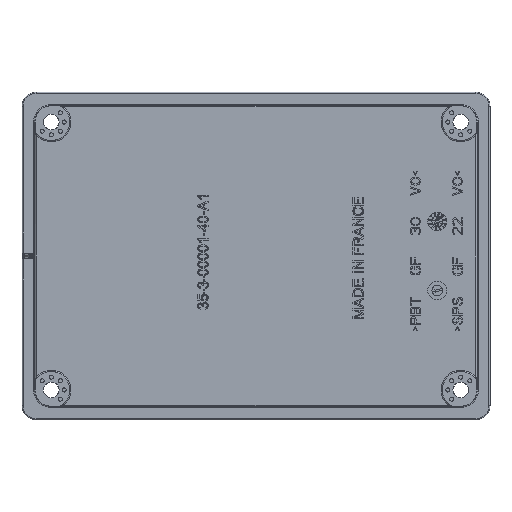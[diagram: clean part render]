
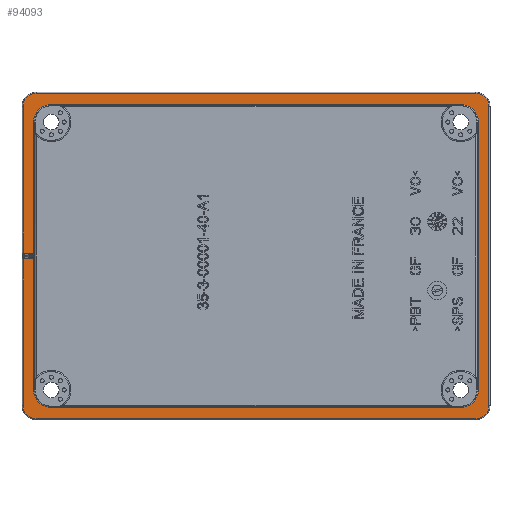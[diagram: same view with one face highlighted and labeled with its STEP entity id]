
A CAD part, front view. The second image highlights one B-rep face of the part: STEP entity #94093.
In plain terms, the highlighted planar face has unit normal (0, -1, 0).
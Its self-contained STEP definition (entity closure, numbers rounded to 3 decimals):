
#2351=CIRCLE('',#99616,5.5);
#2352=CIRCLE('',#99617,5.5);
#2353=CIRCLE('',#99618,5.5);
#2354=CIRCLE('',#99619,5.5);
#2355=CIRCLE('',#99620,7.498);
#2356=CIRCLE('',#99621,7.498);
#2357=CIRCLE('',#99622,7.498);
#2358=CIRCLE('',#99623,7.498);
#6357=FACE_OUTER_BOUND('',#11385,.T.);
#11385=EDGE_LOOP('',(#67664,#67665,#67666,#67667,#67668,#67669,#67670,#67671,
#67672,#67673,#67674,#67675,#67676,#67677,#67678,#67679,#67680,#67681,#67682,
#67683));
#18957=LINE('',#138982,#29423);
#18958=LINE('',#138986,#29424);
#18959=LINE('',#138990,#29425);
#18960=LINE('',#138994,#29426);
#18961=LINE('',#138998,#29427);
#18962=LINE('',#139000,#29428);
#18963=LINE('',#139002,#29429);
#18964=LINE('',#139006,#29430);
#18965=LINE('',#139010,#29431);
#18966=LINE('',#139014,#29432);
#18967=LINE('',#139018,#29433);
#18968=LINE('',#139019,#29434);
#29423=VECTOR('',#113370,62.771);
#29424=VECTOR('',#113373,188.);
#29425=VECTOR('',#113376,128.);
#29426=VECTOR('',#113379,188.);
#29427=VECTOR('',#113382,62.771);
#29428=VECTOR('',#113383,4.506);
#29429=VECTOR('',#113384,56.216);
#29430=VECTOR('',#113387,175.);
#29431=VECTOR('',#113390,114.5);
#29432=VECTOR('',#113393,175.);
#29433=VECTOR('',#113396,56.216);
#29434=VECTOR('',#113397,4.506);
#38881=VERTEX_POINT('',#138980);
#38882=VERTEX_POINT('',#138981);
#38883=VERTEX_POINT('',#138983);
#38884=VERTEX_POINT('',#138985);
#38885=VERTEX_POINT('',#138987);
#38886=VERTEX_POINT('',#138989);
#38887=VERTEX_POINT('',#138991);
#38888=VERTEX_POINT('',#138993);
#38889=VERTEX_POINT('',#138995);
#38890=VERTEX_POINT('',#138997);
#38891=VERTEX_POINT('',#138999);
#38892=VERTEX_POINT('',#139001);
#38893=VERTEX_POINT('',#139003);
#38894=VERTEX_POINT('',#139005);
#38895=VERTEX_POINT('',#139007);
#38896=VERTEX_POINT('',#139009);
#38897=VERTEX_POINT('',#139011);
#38898=VERTEX_POINT('',#139013);
#38899=VERTEX_POINT('',#139015);
#38900=VERTEX_POINT('',#139017);
#49400=EDGE_CURVE('',#38881,#38882,#18957,.T.);
#49401=EDGE_CURVE('',#38882,#38883,#2351,.T.);
#49402=EDGE_CURVE('',#38883,#38884,#18958,.T.);
#49403=EDGE_CURVE('',#38884,#38885,#2352,.T.);
#49404=EDGE_CURVE('',#38885,#38886,#18959,.T.);
#49405=EDGE_CURVE('',#38886,#38887,#2353,.T.);
#49406=EDGE_CURVE('',#38887,#38888,#18960,.T.);
#49407=EDGE_CURVE('',#38888,#38889,#2354,.T.);
#49408=EDGE_CURVE('',#38889,#38890,#18961,.T.);
#49409=EDGE_CURVE('',#38891,#38890,#18962,.T.);
#49410=EDGE_CURVE('',#38892,#38891,#18963,.T.);
#49411=EDGE_CURVE('',#38893,#38892,#2355,.T.);
#49412=EDGE_CURVE('',#38894,#38893,#18964,.T.);
#49413=EDGE_CURVE('',#38895,#38894,#2356,.T.);
#49414=EDGE_CURVE('',#38896,#38895,#18965,.T.);
#49415=EDGE_CURVE('',#38897,#38896,#2357,.T.);
#49416=EDGE_CURVE('',#38898,#38897,#18966,.T.);
#49417=EDGE_CURVE('',#38899,#38898,#2358,.T.);
#49418=EDGE_CURVE('',#38900,#38899,#18967,.T.);
#49419=EDGE_CURVE('',#38881,#38900,#18968,.T.);
#67664=ORIENTED_EDGE('',*,*,#49400,.T.);
#67665=ORIENTED_EDGE('',*,*,#49401,.T.);
#67666=ORIENTED_EDGE('',*,*,#49402,.T.);
#67667=ORIENTED_EDGE('',*,*,#49403,.T.);
#67668=ORIENTED_EDGE('',*,*,#49404,.T.);
#67669=ORIENTED_EDGE('',*,*,#49405,.T.);
#67670=ORIENTED_EDGE('',*,*,#49406,.T.);
#67671=ORIENTED_EDGE('',*,*,#49407,.T.);
#67672=ORIENTED_EDGE('',*,*,#49408,.T.);
#67673=ORIENTED_EDGE('',*,*,#49409,.F.);
#67674=ORIENTED_EDGE('',*,*,#49410,.F.);
#67675=ORIENTED_EDGE('',*,*,#49411,.F.);
#67676=ORIENTED_EDGE('',*,*,#49412,.F.);
#67677=ORIENTED_EDGE('',*,*,#49413,.F.);
#67678=ORIENTED_EDGE('',*,*,#49414,.F.);
#67679=ORIENTED_EDGE('',*,*,#49415,.F.);
#67680=ORIENTED_EDGE('',*,*,#49416,.F.);
#67681=ORIENTED_EDGE('',*,*,#49417,.F.);
#67682=ORIENTED_EDGE('',*,*,#49418,.F.);
#67683=ORIENTED_EDGE('',*,*,#49419,.F.);
#85608=PLANE('',#99615);
#94093=ADVANCED_FACE('',(#6357),#85608,.F.);
#99615=AXIS2_PLACEMENT_3D('',#138979,#113368,#113369);
#99616=AXIS2_PLACEMENT_3D('',#138984,#113371,#113372);
#99617=AXIS2_PLACEMENT_3D('',#138988,#113374,#113375);
#99618=AXIS2_PLACEMENT_3D('',#138992,#113377,#113378);
#99619=AXIS2_PLACEMENT_3D('',#138996,#113380,#113381);
#99620=AXIS2_PLACEMENT_3D('',#139004,#113385,#113386);
#99621=AXIS2_PLACEMENT_3D('',#139008,#113388,#113389);
#99622=AXIS2_PLACEMENT_3D('',#139012,#113391,#113392);
#99623=AXIS2_PLACEMENT_3D('',#139016,#113394,#113395);
#113368=DIRECTION('center_axis',(0.,1.,0.));
#113369=DIRECTION('ref_axis',(1.,0.,0.));
#113370=DIRECTION('',(0.,0.,-1.));
#113371=DIRECTION('center_axis',(0.,-1.,0.));
#113372=DIRECTION('ref_axis',(-1.,0.,0.));
#113373=DIRECTION('',(1.,0.,0.));
#113374=DIRECTION('center_axis',(0.,-1.,0.));
#113375=DIRECTION('ref_axis',(0.,0.,-1.));
#113376=DIRECTION('',(0.,0.,1.));
#113377=DIRECTION('center_axis',(0.,-1.,0.));
#113378=DIRECTION('ref_axis',(1.,0.,0.));
#113379=DIRECTION('',(-1.,0.,0.));
#113380=DIRECTION('center_axis',(0.,-1.,0.));
#113381=DIRECTION('ref_axis',(0.,0.,1.));
#113382=DIRECTION('',(0.,0.,-1.));
#113383=DIRECTION('',(-0.999,0.,0.043));
#113384=DIRECTION('',(0.,0.,-1.));
#113385=DIRECTION('center_axis',(0.,-1.,0.));
#113386=DIRECTION('ref_axis',(0.,0.,1.));
#113387=DIRECTION('',(-1.,0.,0.));
#113388=DIRECTION('center_axis',(0.,-1.,0.));
#113389=DIRECTION('ref_axis',(1.,0.,0.));
#113390=DIRECTION('',(0.,0.,1.));
#113391=DIRECTION('center_axis',(0.,-1.,0.));
#113392=DIRECTION('ref_axis',(0.,0.,-1.));
#113393=DIRECTION('',(1.,0.,0.));
#113394=DIRECTION('center_axis',(0.,-1.,0.));
#113395=DIRECTION('ref_axis',(-1.,0.,0.));
#113396=DIRECTION('',(0.,0.,-1.));
#113397=DIRECTION('',(0.999,0.,0.043));
#138979=CARTESIAN_POINT('Origin',(0.,0.,0.));
#138980=CARTESIAN_POINT('',(-99.5,0.,-1.229));
#138981=CARTESIAN_POINT('',(-99.5,0.,-64.));
#138982=CARTESIAN_POINT('',(-99.5,0.,-1.229));
#138983=CARTESIAN_POINT('',(-94.,0.,-69.5));
#138984=CARTESIAN_POINT('Origin',(-94.,0.,-64.));
#138985=CARTESIAN_POINT('',(94.,0.,-69.5));
#138986=CARTESIAN_POINT('',(-94.,0.,-69.5));
#138987=CARTESIAN_POINT('',(99.5,0.,-64.));
#138988=CARTESIAN_POINT('Origin',(94.,0.,-64.));
#138989=CARTESIAN_POINT('',(99.5,0.,64.));
#138990=CARTESIAN_POINT('',(99.5,0.,-64.));
#138991=CARTESIAN_POINT('',(94.,0.,69.5));
#138992=CARTESIAN_POINT('Origin',(94.,0.,64.));
#138993=CARTESIAN_POINT('',(-94.,0.,69.5));
#138994=CARTESIAN_POINT('',(94.,0.,69.5));
#138995=CARTESIAN_POINT('',(-99.5,0.,64.));
#138996=CARTESIAN_POINT('Origin',(-94.,0.,64.));
#138997=CARTESIAN_POINT('',(-99.5,0.,1.229));
#138998=CARTESIAN_POINT('',(-99.5,0.,64.));
#138999=CARTESIAN_POINT('',(-94.998,0.,1.034));
#139000=CARTESIAN_POINT('',(-94.998,0.,1.034));
#139001=CARTESIAN_POINT('',(-94.998,0.,57.25));
#139002=CARTESIAN_POINT('',(-94.998,0.,57.25));
#139003=CARTESIAN_POINT('',(-87.5,0.,64.748));
#139004=CARTESIAN_POINT('Origin',(-87.5,0.,57.25));
#139005=CARTESIAN_POINT('',(87.5,0.,64.748));
#139006=CARTESIAN_POINT('',(87.5,0.,64.748));
#139007=CARTESIAN_POINT('',(94.998,0.,57.25));
#139008=CARTESIAN_POINT('Origin',(87.5,0.,57.25));
#139009=CARTESIAN_POINT('',(94.998,0.,-57.25));
#139010=CARTESIAN_POINT('',(94.998,0.,-57.25));
#139011=CARTESIAN_POINT('',(87.5,0.,-64.748));
#139012=CARTESIAN_POINT('Origin',(87.5,0.,-57.25));
#139013=CARTESIAN_POINT('',(-87.5,0.,-64.748));
#139014=CARTESIAN_POINT('',(-87.5,0.,-64.748));
#139015=CARTESIAN_POINT('',(-94.998,0.,-57.25));
#139016=CARTESIAN_POINT('Origin',(-87.5,0.,-57.25));
#139017=CARTESIAN_POINT('',(-94.998,0.,-1.034));
#139018=CARTESIAN_POINT('',(-94.998,0.,-1.034));
#139019=CARTESIAN_POINT('',(-99.5,0.,-1.229));
